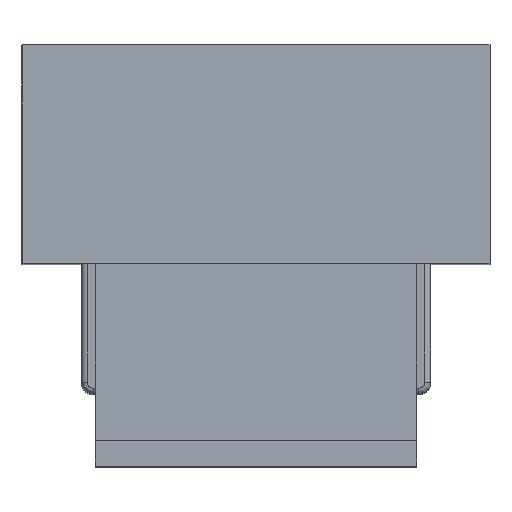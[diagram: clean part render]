
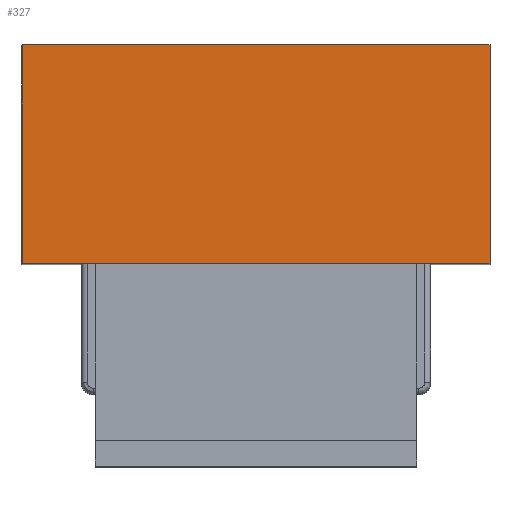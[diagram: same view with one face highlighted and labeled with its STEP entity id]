
A CAD part, top view. The second image highlights one B-rep face of the part: STEP entity #327.
In plain terms, the highlighted planar face has unit normal (0, 0, 1).
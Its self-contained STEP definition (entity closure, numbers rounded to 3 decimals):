
#23 = VERTEX_POINT ( 'NONE', #1482 ) ;
#38 = VECTOR ( 'NONE', #1904, 1000. ) ;
#63 = ORIENTED_EDGE ( 'NONE', *, *, #185, .F. ) ;
#170 = LINE ( 'NONE', #724, #38 ) ;
#185 = EDGE_CURVE ( 'NONE', #557, #23, #499, .T. ) ;
#200 = PLANE ( 'NONE',  #2156 ) ;
#205 = ORIENTED_EDGE ( 'NONE', *, *, #1813, .F. ) ;
#206 = ORIENTED_EDGE ( 'NONE', *, *, #1240, .F. ) ;
#292 = CARTESIAN_POINT ( 'NONE',  ( 1.905, 3.42, 2.475 ) ) ;
#327 = ADVANCED_FACE ( 'NONE', ( #2067 ), #200, .F. ) ;
#473 = VERTEX_POINT ( 'NONE', #292 ) ;
#499 = LINE ( 'NONE', #1715, #1790 ) ;
#557 = VERTEX_POINT ( 'NONE', #1516 ) ;
#577 = DIRECTION ( 'NONE',  ( 0., 0., -1. ) ) ;
#583 = VECTOR ( 'NONE', #1557, 1000. ) ;
#724 = CARTESIAN_POINT ( 'NONE',  ( -1.905, 1.64, 2.475 ) ) ;
#728 = DIRECTION ( 'NONE',  ( -1., 0., 0. ) ) ;
#770 = VECTOR ( 'NONE', #1419, 1000. ) ;
#1082 = CARTESIAN_POINT ( 'NONE',  ( -1.905, 3.42, 2.475 ) ) ;
#1166 = EDGE_CURVE ( 'NONE', #1861, #473, #1182, .T. ) ;
#1182 = LINE ( 'NONE', #1381, #583 ) ;
#1240 = EDGE_CURVE ( 'NONE', #23, #473, #2085, .T. ) ;
#1381 = CARTESIAN_POINT ( 'NONE',  ( 1.905, 3.42, 2.475 ) ) ;
#1413 = CARTESIAN_POINT ( 'NONE',  ( -1.905, 3.42, 2.475 ) ) ;
#1417 = CARTESIAN_POINT ( 'NONE',  ( 1.905, 1.64, 2.475 ) ) ;
#1419 = DIRECTION ( 'NONE',  ( 1., 0., 0. ) ) ;
#1482 = CARTESIAN_POINT ( 'NONE',  ( -1.905, 3.42, 2.475 ) ) ;
#1516 = CARTESIAN_POINT ( 'NONE',  ( -1.905, 1.64, 2.475 ) ) ;
#1557 = DIRECTION ( 'NONE',  ( 0., 1., 0. ) ) ;
#1564 = DIRECTION ( 'NONE',  ( 0., 1., 0. ) ) ;
#1613 = EDGE_LOOP ( 'NONE', ( #1922, #206, #63, #205 ) ) ;
#1715 = CARTESIAN_POINT ( 'NONE',  ( -1.905, 3.42, 2.475 ) ) ;
#1790 = VECTOR ( 'NONE', #1564, 1000. ) ;
#1813 = EDGE_CURVE ( 'NONE', #1861, #557, #170, .T. ) ;
#1861 = VERTEX_POINT ( 'NONE', #1417 ) ;
#1904 = DIRECTION ( 'NONE',  ( -1., 0., 0. ) ) ;
#1922 = ORIENTED_EDGE ( 'NONE', *, *, #1166, .T. ) ;
#2067 = FACE_OUTER_BOUND ( 'NONE', #1613, .T. ) ;
#2085 = LINE ( 'NONE', #1413, #770 ) ;
#2156 = AXIS2_PLACEMENT_3D ( 'NONE', #1082, #577, #728 ) ;
